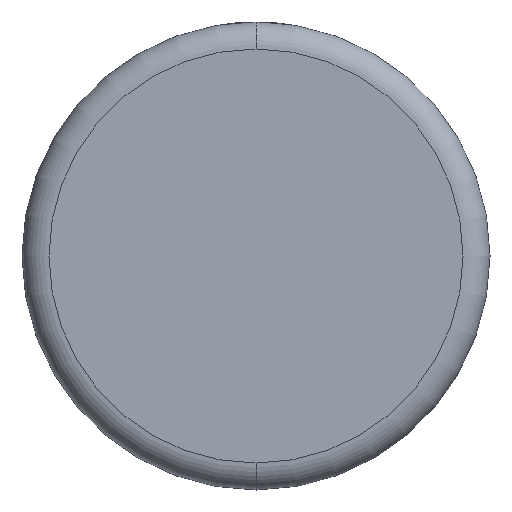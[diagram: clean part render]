
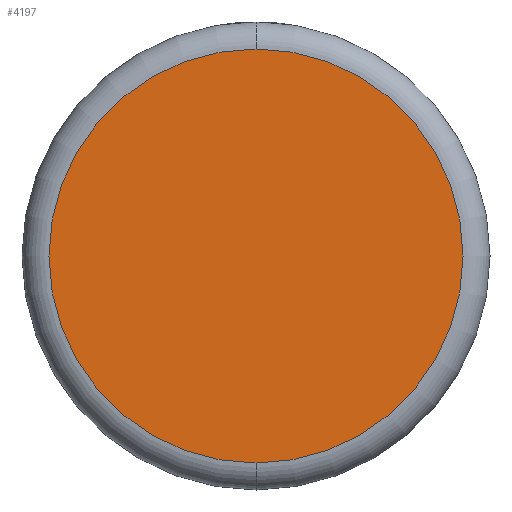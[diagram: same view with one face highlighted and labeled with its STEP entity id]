
A CAD part, front view. The second image highlights one B-rep face of the part: STEP entity #4197.
In plain terms, the highlighted planar face has unit normal (0, -1, 0).
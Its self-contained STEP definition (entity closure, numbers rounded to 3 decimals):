
#36 = CIRCLE ( 'NONE', #2406, 15.926 ) ;
#158 = VERTEX_POINT ( 'NONE', #167 ) ;
#167 = CARTESIAN_POINT ( 'NONE',  ( 0., 0., 15.926 ) ) ;
#325 = DIRECTION ( 'NONE',  ( 0., -1., 0. ) ) ;
#444 = DIRECTION ( 'NONE',  ( 0., -1., 0. ) ) ;
#446 = DIRECTION ( 'NONE',  ( 0., 1., 0. ) ) ;
#518 = FACE_OUTER_BOUND ( 'NONE', #589, .T. ) ;
#589 = EDGE_LOOP ( 'NONE', ( #2005, #4596 ) ) ;
#602 = VERTEX_POINT ( 'NONE', #4445 ) ;
#701 = PLANE ( 'NONE',  #3990 ) ;
#1583 = EDGE_CURVE ( 'NONE', #602, #158, #2032, .T. ) ;
#1697 = DIRECTION ( 'NONE',  ( 0., 0., 1. ) ) ;
#1914 = AXIS2_PLACEMENT_3D ( 'NONE', #4240, #325, #1697 ) ;
#1950 = CARTESIAN_POINT ( 'NONE',  ( 0., 0., 0. ) ) ;
#2005 = ORIENTED_EDGE ( 'NONE', *, *, #2269, .T. ) ;
#2032 = CIRCLE ( 'NONE', #1914, 15.926 ) ;
#2269 = EDGE_CURVE ( 'NONE', #158, #602, #36, .T. ) ;
#2406 = AXIS2_PLACEMENT_3D ( 'NONE', #1950, #444, #3711 ) ;
#2928 = DIRECTION ( 'NONE',  ( 0., 0., 1. ) ) ;
#3636 = CARTESIAN_POINT ( 'NONE',  ( 0., 0., 0. ) ) ;
#3711 = DIRECTION ( 'NONE',  ( 0., 0., 1. ) ) ;
#3990 = AXIS2_PLACEMENT_3D ( 'NONE', #3636, #446, #2928 ) ;
#4197 = ADVANCED_FACE ( 'NONE', ( #518 ), #701, .F. ) ;
#4240 = CARTESIAN_POINT ( 'NONE',  ( 0., 0., 0. ) ) ;
#4445 = CARTESIAN_POINT ( 'NONE',  ( 0., 0., -15.926 ) ) ;
#4596 = ORIENTED_EDGE ( 'NONE', *, *, #1583, .T. ) ;
